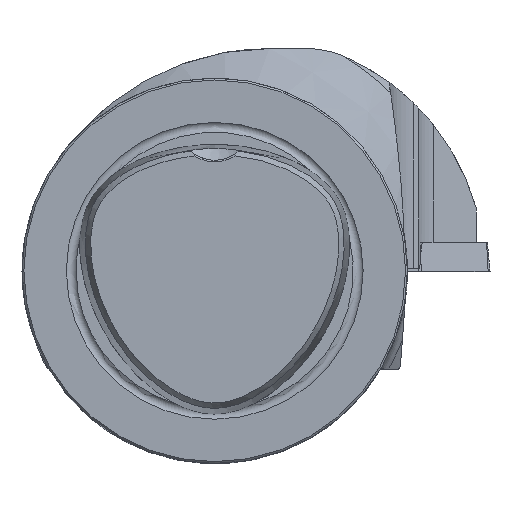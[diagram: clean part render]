
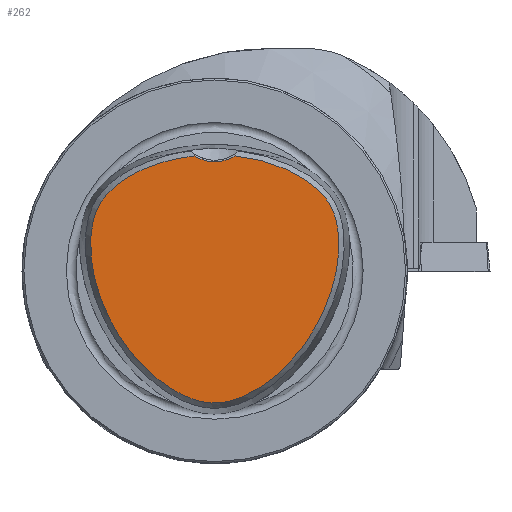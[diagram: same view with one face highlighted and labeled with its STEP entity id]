
A CAD part, top view. The second image highlights one B-rep face of the part: STEP entity #262.
In plain terms, the highlighted planar face has unit normal (0, 0, 1).
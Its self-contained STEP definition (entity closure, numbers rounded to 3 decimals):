
#190=FACE_OUTER_BOUND('',#534,.T.);
#262=ADVANCED_FACE('',(#190),#315,.T.);
#315=PLANE('',#1577);
#534=EDGE_LOOP('',(#790,#791));
#790=ORIENTED_EDGE('',*,*,#1237,.F.);
#791=ORIENTED_EDGE('',*,*,#1240,.T.);
#1066=VERTEX_POINT('',#2820);
#1067=VERTEX_POINT('',#2892);
#1237=EDGE_CURVE('',#1066,#1067,#1377,.T.);
#1240=EDGE_CURVE('',#1066,#1067,#1329,.T.);
#1329=CIRCLE('',#1576,6.25);
#1377=B_SPLINE_CURVE_WITH_KNOTS('',3,(#2821,#2822,#2823,#2824,#2825,#2826,
#2827,#2828,#2829,#2830,#2831,#2832,#2833,#2834,#2835,#2836,#2837,#2838,
#2839,#2840,#2841,#2842,#2843,#2844,#2845,#2846,#2847,#2848,#2849,#2850,
#2851,#2852,#2853,#2854,#2855,#2856,#2857,#2858,#2859,#2860,#2861,#2862,
#2863,#2864,#2865,#2866,#2867,#2868,#2869,#2870,#2871,#2872,#2873,#2874,
#2875,#2876,#2877,#2878,#2879,#2880,#2881,#2882,#2883,#2884,#2885,#2886,
#2887,#2888,#2889,#2890,#2891),.UNSPECIFIED.,.T.,.F.,(1,1,2,1,1,1,1,1,1,
1,1,1,1,1,1,1,1,1,1,1,1,1,1,1,1,1,1,1,1,1,1,1,1,1,1,1,1,1,1,1,1,1,1,1,1,
1,1,1,1,1,1,1,1,1,1,1,1,1,1,1,1,1,1,1,1,1,1,1,1,1,2,1,1),(-0.031,-0.016,
0.,0.016,0.031,0.063,0.078,0.094,0.109,0.125,0.133,0.141,
0.148,0.156,0.164,0.172,0.18,0.188,0.195,0.203,
0.219,0.234,0.25,0.266,0.281,0.313,0.344,0.359,0.375,0.406,
0.422,0.438,0.453,0.469,0.484,0.492,0.5,0.508,0.516,
0.531,0.547,0.563,0.578,0.594,0.625,0.641,0.656,0.688,
0.719,0.734,0.75,0.766,0.781,0.797,0.805,0.813,0.82,
0.828,0.836,0.844,0.852,0.859,0.867,0.875,0.891,
0.906,0.922,0.938,0.969,0.984,1.,1.016,1.031),
 .UNSPECIFIED.);
#1576=AXIS2_PLACEMENT_3D('',#3119,#1867,#1868);
#1577=AXIS2_PLACEMENT_3D('',#3120,#1869,#1870);
#1867=DIRECTION('',(0.,0.,-1.));
#1868=DIRECTION('',(-1.,0.,0.));
#1869=DIRECTION('',(0.,0.,1.));
#1870=DIRECTION('',(-1.,0.,0.));
#2820=CARTESIAN_POINT('',(3.336,18.715,38.));
#2821=CARTESIAN_POINT('',(-0.692,18.892,38.));
#2822=CARTESIAN_POINT('',(0.692,18.892,38.));
#2823=CARTESIAN_POINT('',(2.048,18.848,38.));
#2824=CARTESIAN_POINT('',(4.776,18.58,38.));
#2825=CARTESIAN_POINT('',(7.432,18.048,38.));
#2826=CARTESIAN_POINT('',(10.028,17.228,38.));
#2827=CARTESIAN_POINT('',(11.903,16.471,38.));
#2828=CARTESIAN_POINT('',(13.693,15.564,38.));
#2829=CARTESIAN_POINT('',(15.082,14.681,38.));
#2830=CARTESIAN_POINT('',(16.125,13.885,38.));
#2831=CARTESIAN_POINT('',(16.853,13.252,38.));
#2832=CARTESIAN_POINT('',(17.521,12.579,38.));
#2833=CARTESIAN_POINT('',(18.121,11.867,38.));
#2834=CARTESIAN_POINT('',(18.644,11.115,38.));
#2835=CARTESIAN_POINT('',(19.086,10.318,38.));
#2836=CARTESIAN_POINT('',(19.451,9.473,38.));
#2837=CARTESIAN_POINT('',(19.745,8.583,38.));
#2838=CARTESIAN_POINT('',(19.971,7.656,38.));
#2839=CARTESIAN_POINT('',(20.192,6.373,38.));
#2840=CARTESIAN_POINT('',(20.319,4.741,38.));
#2841=CARTESIAN_POINT('',(20.272,2.742,38.));
#2842=CARTESIAN_POINT('',(20.046,0.737,38.));
#2843=CARTESIAN_POINT('',(19.658,-1.256,38.));
#2844=CARTESIAN_POINT('',(18.94,-3.888,38.));
#2845=CARTESIAN_POINT('',(17.704,-7.063,38.));
#2846=CARTESIAN_POINT('',(16.063,-10.054,38.));
#2847=CARTESIAN_POINT('',(14.516,-12.317,38.));
#2848=CARTESIAN_POINT('',(12.825,-14.47,38.));
#2849=CARTESIAN_POINT('',(10.947,-16.416,38.));
#2850=CARTESIAN_POINT('',(8.854,-18.144,38.));
#2851=CARTESIAN_POINT('',(7.201,-19.293,38.));
#2852=CARTESIAN_POINT('',(5.468,-20.274,38.));
#2853=CARTESIAN_POINT('',(3.67,-21.05,38.));
#2854=CARTESIAN_POINT('',(2.148,-21.48,38.));
#2855=CARTESIAN_POINT('',(0.912,-21.662,38.));
#2856=CARTESIAN_POINT('',(0.,-21.708,38.));
#2857=CARTESIAN_POINT('',(-0.912,-21.662,38.));
#2858=CARTESIAN_POINT('',(-2.148,-21.48,38.));
#2859=CARTESIAN_POINT('',(-3.67,-21.05,38.));
#2860=CARTESIAN_POINT('',(-5.468,-20.274,38.));
#2861=CARTESIAN_POINT('',(-7.201,-19.293,38.));
#2862=CARTESIAN_POINT('',(-8.854,-18.144,38.));
#2863=CARTESIAN_POINT('',(-10.947,-16.416,38.));
#2864=CARTESIAN_POINT('',(-12.825,-14.47,38.));
#2865=CARTESIAN_POINT('',(-14.516,-12.317,38.));
#2866=CARTESIAN_POINT('',(-16.063,-10.054,38.));
#2867=CARTESIAN_POINT('',(-17.704,-7.063,38.));
#2868=CARTESIAN_POINT('',(-18.94,-3.888,38.));
#2869=CARTESIAN_POINT('',(-19.658,-1.256,38.));
#2870=CARTESIAN_POINT('',(-20.046,0.737,38.));
#2871=CARTESIAN_POINT('',(-20.272,2.742,38.));
#2872=CARTESIAN_POINT('',(-20.319,4.741,38.));
#2873=CARTESIAN_POINT('',(-20.192,6.373,38.));
#2874=CARTESIAN_POINT('',(-19.971,7.656,38.));
#2875=CARTESIAN_POINT('',(-19.745,8.583,38.));
#2876=CARTESIAN_POINT('',(-19.451,9.473,38.));
#2877=CARTESIAN_POINT('',(-19.086,10.318,38.));
#2878=CARTESIAN_POINT('',(-18.644,11.115,38.));
#2879=CARTESIAN_POINT('',(-18.121,11.867,38.));
#2880=CARTESIAN_POINT('',(-17.521,12.579,38.));
#2881=CARTESIAN_POINT('',(-16.853,13.252,38.));
#2882=CARTESIAN_POINT('',(-16.125,13.885,38.));
#2883=CARTESIAN_POINT('',(-15.082,14.681,38.));
#2884=CARTESIAN_POINT('',(-13.693,15.564,38.));
#2885=CARTESIAN_POINT('',(-11.903,16.471,38.));
#2886=CARTESIAN_POINT('',(-10.028,17.228,38.));
#2887=CARTESIAN_POINT('',(-7.432,18.048,38.));
#2888=CARTESIAN_POINT('',(-4.776,18.58,38.));
#2889=CARTESIAN_POINT('',(-2.048,18.848,38.));
#2890=CARTESIAN_POINT('',(-0.692,18.892,38.));
#2891=CARTESIAN_POINT('',(0.692,18.892,38.));
#2892=CARTESIAN_POINT('',(-3.336,18.715,38.));
#3119=CARTESIAN_POINT('',(0.,24.,38.));
#3120=CARTESIAN_POINT('',(0.,0.,38.));
